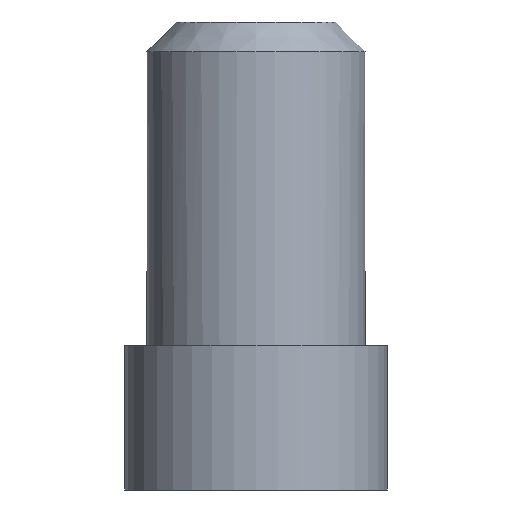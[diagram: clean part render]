
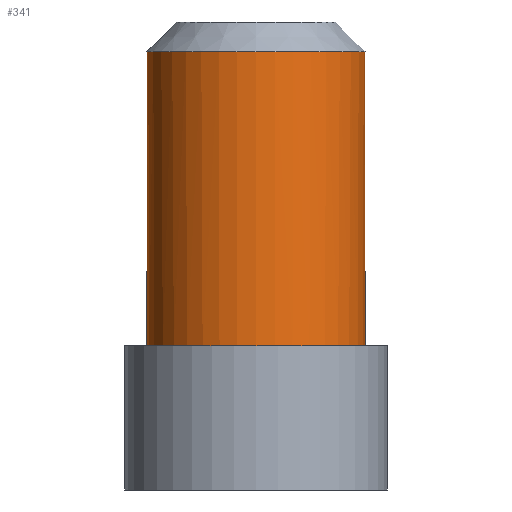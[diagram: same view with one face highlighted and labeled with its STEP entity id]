
A CAD part, left-side view. The second image highlights one B-rep face of the part: STEP entity #341.
In plain terms, the highlighted cylindrical face has radius 2.5 mm (diameter 5 mm), a full revolution.
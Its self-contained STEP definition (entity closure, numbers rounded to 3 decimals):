
#88 = VERTEX_POINT('',#89);
#89 = CARTESIAN_POINT('',(0.1,-2.498,5.));
#90 = VERTEX_POINT('',#91);
#91 = CARTESIAN_POINT('',(0.1,2.498,5.));
#97 = EDGE_CURVE('',#88,#98,#100,.T.);
#98 = VERTEX_POINT('',#99);
#99 = CARTESIAN_POINT('',(0.1,-2.498,3.3));
#100 = LINE('',#101,#102);
#101 = CARTESIAN_POINT('',(0.1,-2.498,0.));
#102 = VECTOR('',#103,1.);
#103 = DIRECTION('',(-0.,-0.,-1.));
#152 = VERTEX_POINT('',#153);
#153 = CARTESIAN_POINT('',(0.1,2.498,3.3));
#159 = EDGE_CURVE('',#90,#152,#160,.T.);
#160 = LINE('',#161,#162);
#161 = CARTESIAN_POINT('',(0.1,2.498,0.));
#162 = VECTOR('',#163,1.);
#163 = DIRECTION('',(-0.,-0.,-1.));
#190 = EDGE_CURVE('',#152,#191,#193,.T.);
#191 = VERTEX_POINT('',#192);
#192 = CARTESIAN_POINT('',(2.5,0.,3.3));
#193 = CIRCLE('',#194,2.5);
#194 = AXIS2_PLACEMENT_3D('',#195,#196,#197);
#195 = CARTESIAN_POINT('',(0.,0.,3.3));
#196 = DIRECTION('',(0.,0.,-1.));
#197 = DIRECTION('',(1.,0.,0.));
#199 = EDGE_CURVE('',#191,#98,#200,.T.);
#200 = CIRCLE('',#201,2.5);
#201 = AXIS2_PLACEMENT_3D('',#202,#203,#204);
#202 = CARTESIAN_POINT('',(0.,0.,3.3));
#203 = DIRECTION('',(0.,0.,-1.));
#204 = DIRECTION('',(1.,0.,0.));
#313 = VERTEX_POINT('',#314);
#314 = CARTESIAN_POINT('',(-0.1,-2.498,5.));
#315 = VERTEX_POINT('',#316);
#316 = CARTESIAN_POINT('',(-0.1,2.498,5.));
#322 = EDGE_CURVE('',#88,#313,#323,.T.);
#323 = CIRCLE('',#324,2.5);
#324 = AXIS2_PLACEMENT_3D('',#325,#326,#327);
#325 = CARTESIAN_POINT('',(0.,0.,5.));
#326 = DIRECTION('',(0.,0.,-1.));
#327 = DIRECTION('',(1.,0.,0.));
#330 = EDGE_CURVE('',#315,#90,#331,.T.);
#331 = CIRCLE('',#332,2.5);
#332 = AXIS2_PLACEMENT_3D('',#333,#334,#335);
#333 = CARTESIAN_POINT('',(0.,0.,5.));
#334 = DIRECTION('',(0.,0.,-1.));
#335 = DIRECTION('',(1.,0.,0.));
#341 = ADVANCED_FACE('',(#342),#389,.T.);
#342 = FACE_BOUND('',#343,.F.);
#343 = EDGE_LOOP('',(#344,#352,#353,#354,#355,#363,#372,#378,#379,#380,
    #381,#382));
#344 = ORIENTED_EDGE('',*,*,#345,.F.);
#345 = EDGE_CURVE('',#191,#346,#348,.T.);
#346 = VERTEX_POINT('',#347);
#347 = CARTESIAN_POINT('',(2.5,0.,10.021));
#348 = LINE('',#349,#350);
#349 = CARTESIAN_POINT('',(2.5,0.,0.));
#350 = VECTOR('',#351,1.);
#351 = DIRECTION('',(0.,0.,1.));
#352 = ORIENTED_EDGE('',*,*,#199,.T.);
#353 = ORIENTED_EDGE('',*,*,#97,.F.);
#354 = ORIENTED_EDGE('',*,*,#322,.T.);
#355 = ORIENTED_EDGE('',*,*,#356,.T.);
#356 = EDGE_CURVE('',#313,#357,#359,.T.);
#357 = VERTEX_POINT('',#358);
#358 = CARTESIAN_POINT('',(-0.1,-2.498,3.3));
#359 = LINE('',#360,#361);
#360 = CARTESIAN_POINT('',(-0.1,-2.498,0.));
#361 = VECTOR('',#362,1.);
#362 = DIRECTION('',(-0.,-0.,-1.));
#363 = ORIENTED_EDGE('',*,*,#364,.T.);
#364 = EDGE_CURVE('',#357,#365,#367,.T.);
#365 = VERTEX_POINT('',#366);
#366 = CARTESIAN_POINT('',(-0.1,2.498,3.3));
#367 = CIRCLE('',#368,2.5);
#368 = AXIS2_PLACEMENT_3D('',#369,#370,#371);
#369 = CARTESIAN_POINT('',(0.,0.,3.3));
#370 = DIRECTION('',(0.,0.,-1.));
#371 = DIRECTION('',(1.,0.,0.));
#372 = ORIENTED_EDGE('',*,*,#373,.F.);
#373 = EDGE_CURVE('',#315,#365,#374,.T.);
#374 = LINE('',#375,#376);
#375 = CARTESIAN_POINT('',(-0.1,2.498,0.));
#376 = VECTOR('',#377,1.);
#377 = DIRECTION('',(-0.,-0.,-1.));
#378 = ORIENTED_EDGE('',*,*,#330,.T.);
#379 = ORIENTED_EDGE('',*,*,#159,.T.);
#380 = ORIENTED_EDGE('',*,*,#190,.T.);
#381 = ORIENTED_EDGE('',*,*,#345,.T.);
#382 = ORIENTED_EDGE('',*,*,#383,.F.);
#383 = EDGE_CURVE('',#346,#346,#384,.T.);
#384 = CIRCLE('',#385,2.5);
#385 = AXIS2_PLACEMENT_3D('',#386,#387,#388);
#386 = CARTESIAN_POINT('',(0.,0.,10.021));
#387 = DIRECTION('',(0.,-0.,-1.));
#388 = DIRECTION('',(0.,1.,-0.));
#389 = CYLINDRICAL_SURFACE('',#390,2.5);
#390 = AXIS2_PLACEMENT_3D('',#391,#392,#393);
#391 = CARTESIAN_POINT('',(0.,0.,0.));
#392 = DIRECTION('',(-0.,-0.,-1.));
#393 = DIRECTION('',(1.,0.,0.));
